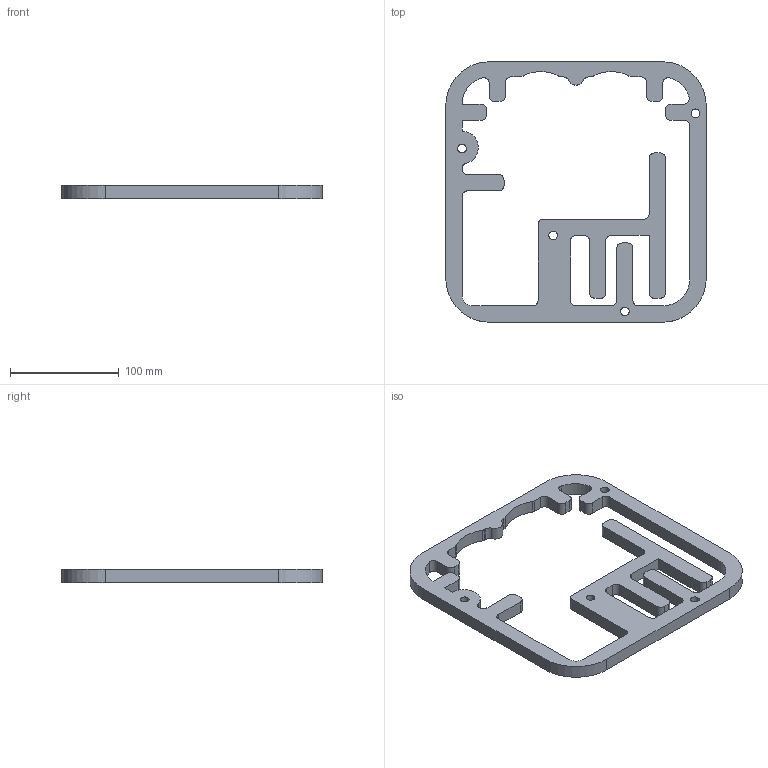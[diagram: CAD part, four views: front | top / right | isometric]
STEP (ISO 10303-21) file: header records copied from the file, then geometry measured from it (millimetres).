
FILE_DESCRIPTION(/* description */ (''),/* implementation_level */ '2;1');
FILE_NAME(/* name */ 'Cabinet layer 2.step',/* time_stamp */ '2022-03-21T18:44:11+01:00',/* author */ (''),/* organization */ (''),/* preprocessor_version */ 'ST-DEVELOPER v18.1',/* originating_system */ 'Autodesk Translation Framework v10.13.0.1454',/* authorisation */ '');
FILE_SCHEMA (('AUTOMOTIVE_DESIGN { 1 0 10303 214 3 1 1 }'));
Length unit declared in the file: millimetre
Products named in the file (1): Cabinet layer 2 - v4
Bounding box: 240 x 240 x 12 mm (x, y, z)
Volume: 258049.2 mm3; surface area: 76700 mm2
Topology: 1 solids, 1 shells, 106 faces, 312 edges, 208 vertices
Faces by surface type: cylinder 58, plane 48
Full cylindrical faces by diameter (mm): 8 x4
Entity records: 3625 total; most frequent: DIRECTION 642, CARTESIAN_POINT 627, ORIENTED_EDGE 624, EDGE_CURVE 312, AXIS2_PLACEMENT_3D 223, VERTEX_POINT 208, LINE 196, VECTOR 196
